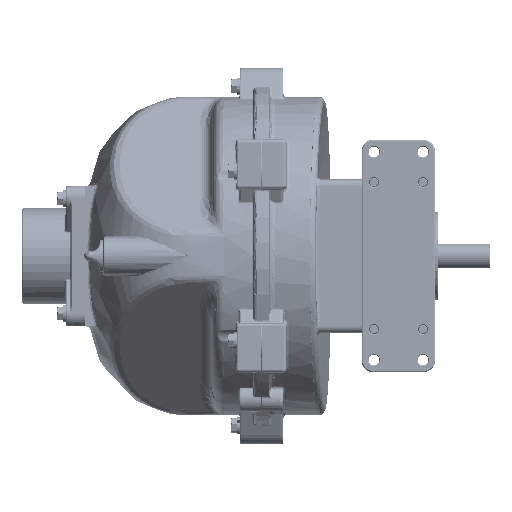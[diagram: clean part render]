
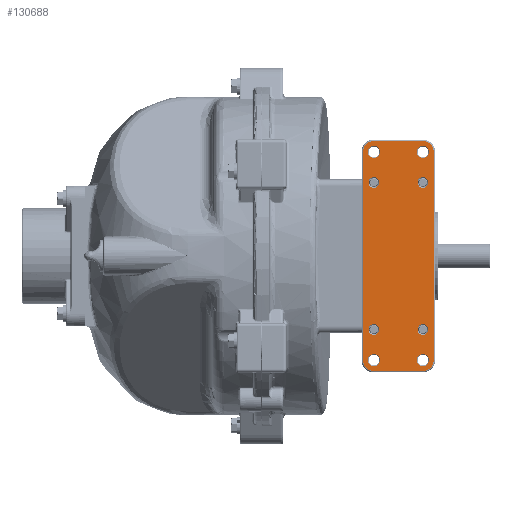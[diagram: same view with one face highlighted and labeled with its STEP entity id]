
A CAD part, front view. The second image highlights one B-rep face of the part: STEP entity #130688.
In plain terms, the highlighted face is planar.
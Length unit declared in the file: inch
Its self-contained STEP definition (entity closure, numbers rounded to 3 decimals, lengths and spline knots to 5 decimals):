
#130521=CARTESIAN_POINT('',(7.14719,-1.24839,0.438));
#130522=VERTEX_POINT('',#130521);
#130523=CARTESIAN_POINT('',(6.89819,-1.24839,0.438));
#130524=DIRECTION('',(0.0,0.0,1.0));
#130525=DIRECTION('',(-1.0,0.0,0.0));
#130526=AXIS2_PLACEMENT_3D('',#130523,#130524,#130525);
#130527=CIRCLE('',#130526,0.249);
#130528=EDGE_CURVE('',#130522,#130522,#130527,.T.);
#130533=CARTESIAN_POINT('',(2.64819,-0.24839,0.438));
#130534=DIRECTION('',(0.0,0.0,1.0));
#130535=DIRECTION('',(1.0,0.0,0.0));
#130536=AXIS2_PLACEMENT_3D('',#130533,#130534,#130535);
#130537=PLANE('',#130536);
#130538=CARTESIAN_POINT('',(-1.60181,1.19161,0.438));
#130539=VERTEX_POINT('',#130538);
#130540=CARTESIAN_POINT('',(6.89819,1.19161,0.438));
#130541=VERTEX_POINT('',#130540);
#130542=CARTESIAN_POINT('',(-1.60181,1.19161,0.438));
#130543=DIRECTION('',(1.0,0.0,0.0));
#130544=VECTOR('',#130543,8.5);
#130545=LINE('',#130542,#130544);
#130546=EDGE_CURVE('',#130539,#130541,#130545,.T.);
#130547=ORIENTED_EDGE('',*,*,#130546,.F.);
#130548=CARTESIAN_POINT('',(-2.04181,0.75161,0.438));
#130549=VERTEX_POINT('',#130548);
#130550=CARTESIAN_POINT('',(-1.60181,0.75161,0.438));
#130551=DIRECTION('',(0.0,0.0,-1.0));
#130552=DIRECTION('',(-0.707,0.707,0.0));
#130553=AXIS2_PLACEMENT_3D('',#130550,#130551,#130552);
#130554=CIRCLE('',#130553,0.44);
#130555=EDGE_CURVE('',#130549,#130539,#130554,.T.);
#130556=ORIENTED_EDGE('',*,*,#130555,.F.);
#130557=CARTESIAN_POINT('',(-2.04181,-1.24839,0.438));
#130558=VERTEX_POINT('',#130557);
#130559=CARTESIAN_POINT('',(-2.04181,-1.24839,0.438));
#130560=DIRECTION('',(0.0,1.0,0.0));
#130561=VECTOR('',#130560,2.0);
#130562=LINE('',#130559,#130561);
#130563=EDGE_CURVE('',#130558,#130549,#130562,.T.);
#130564=ORIENTED_EDGE('',*,*,#130563,.F.);
#130565=CARTESIAN_POINT('',(-1.60181,-1.68839,0.438));
#130566=VERTEX_POINT('',#130565);
#130567=CARTESIAN_POINT('',(-1.60181,-1.24839,0.438));
#130568=DIRECTION('',(0.0,0.0,-1.0));
#130569=DIRECTION('',(-0.707,-0.707,0.0));
#130570=AXIS2_PLACEMENT_3D('',#130567,#130568,#130569);
#130571=CIRCLE('',#130570,0.44);
#130572=EDGE_CURVE('',#130566,#130558,#130571,.T.);
#130573=ORIENTED_EDGE('',*,*,#130572,.F.);
#130574=CARTESIAN_POINT('',(6.89819,-1.68839,0.438));
#130575=VERTEX_POINT('',#130574);
#130576=CARTESIAN_POINT('',(6.89819,-1.68839,0.438));
#130577=DIRECTION('',(-1.0,0.0,0.0));
#130578=VECTOR('',#130577,8.5);
#130579=LINE('',#130576,#130578);
#130580=EDGE_CURVE('',#130575,#130566,#130579,.T.);
#130581=ORIENTED_EDGE('',*,*,#130580,.F.);
#130582=CARTESIAN_POINT('',(7.33819,-1.24839,0.438));
#130583=VERTEX_POINT('',#130582);
#130584=CARTESIAN_POINT('',(6.89819,-1.24839,0.438));
#130585=DIRECTION('',(0.0,0.0,-1.0));
#130586=DIRECTION('',(0.707,-0.707,0.0));
#130587=AXIS2_PLACEMENT_3D('',#130584,#130585,#130586);
#130588=CIRCLE('',#130587,0.44);
#130589=EDGE_CURVE('',#130583,#130575,#130588,.T.);
#130590=ORIENTED_EDGE('',*,*,#130589,.F.);
#130591=CARTESIAN_POINT('',(7.33819,0.75161,0.438));
#130592=VERTEX_POINT('',#130591);
#130593=CARTESIAN_POINT('',(7.33819,0.75161,0.438));
#130594=DIRECTION('',(0.0,-1.0,0.0));
#130595=VECTOR('',#130594,2.);
#130596=LINE('',#130593,#130595);
#130597=EDGE_CURVE('',#130592,#130583,#130596,.T.);
#130598=ORIENTED_EDGE('',*,*,#130597,.F.);
#130599=CARTESIAN_POINT('',(6.89819,0.75161,0.438));
#130600=DIRECTION('',(0.0,0.0,-1.0));
#130601=DIRECTION('',(0.707,0.707,0.0));
#130602=AXIS2_PLACEMENT_3D('',#130599,#130600,#130601);
#130603=CIRCLE('',#130602,0.44);
#130604=EDGE_CURVE('',#130541,#130592,#130603,.T.);
#130605=ORIENTED_EDGE('',*,*,#130604,.F.);
#130606=EDGE_LOOP('',(#130547,#130556,#130564,#130573,#130581,#130590,#130598,#130605));
#130607=FACE_OUTER_BOUND('',#130606,.T.);
#130608=CARTESIAN_POINT('',(7.14719,0.75161,0.438));
#130609=VERTEX_POINT('',#130608);
#130610=CARTESIAN_POINT('',(6.89819,0.75161,0.438));
#130611=DIRECTION('',(0.0,0.0,1.0));
#130612=DIRECTION('',(-1.0,0.0,0.0));
#130613=AXIS2_PLACEMENT_3D('',#130610,#130611,#130612);
#130614=CIRCLE('',#130613,0.249);
#130615=EDGE_CURVE('',#130609,#130609,#130614,.T.);
#130616=ORIENTED_EDGE('',*,*,#130615,.F.);
#130617=EDGE_LOOP('',(#130616));
#130618=FACE_BOUND('',#130617,.T.);
#130619=CARTESIAN_POINT('',(5.86569,0.75161,0.438));
#130620=VERTEX_POINT('',#130619);
#130621=CARTESIAN_POINT('',(5.64819,0.75161,0.438));
#130622=DIRECTION('',(0.0,0.0,1.0));
#130623=DIRECTION('',(-1.0,0.0,0.0));
#130624=AXIS2_PLACEMENT_3D('',#130621,#130622,#130623);
#130625=CIRCLE('',#130624,0.2175);
#130626=EDGE_CURVE('',#130620,#130620,#130625,.T.);
#130627=ORIENTED_EDGE('',*,*,#130626,.F.);
#130628=EDGE_LOOP('',(#130627));
#130629=FACE_BOUND('',#130628,.T.);
#130630=CARTESIAN_POINT('',(-1.35281,0.75161,0.438));
#130631=VERTEX_POINT('',#130630);
#130632=CARTESIAN_POINT('',(-1.60181,0.75161,0.438));
#130633=DIRECTION('',(0.0,0.0,1.0));
#130634=DIRECTION('',(-1.0,0.0,0.0));
#130635=AXIS2_PLACEMENT_3D('',#130632,#130633,#130634);
#130636=CIRCLE('',#130635,0.249);
#130637=EDGE_CURVE('',#130631,#130631,#130636,.T.);
#130638=ORIENTED_EDGE('',*,*,#130637,.F.);
#130639=EDGE_LOOP('',(#130638));
#130640=FACE_BOUND('',#130639,.T.);
#130641=CARTESIAN_POINT('',(-0.13431,0.75161,0.438));
#130642=VERTEX_POINT('',#130641);
#130643=CARTESIAN_POINT('',(-0.35181,0.75161,0.438));
#130644=DIRECTION('',(0.0,0.0,1.0));
#130645=DIRECTION('',(-1.0,0.0,0.0));
#130646=AXIS2_PLACEMENT_3D('',#130643,#130644,#130645);
#130647=CIRCLE('',#130646,0.2175);
#130648=EDGE_CURVE('',#130642,#130642,#130647,.T.);
#130649=ORIENTED_EDGE('',*,*,#130648,.F.);
#130650=EDGE_LOOP('',(#130649));
#130651=FACE_BOUND('',#130650,.T.);
#130652=CARTESIAN_POINT('',(-1.35281,-1.24839,0.438));
#130653=VERTEX_POINT('',#130652);
#130654=CARTESIAN_POINT('',(-1.60181,-1.24839,0.438));
#130655=DIRECTION('',(0.0,0.0,1.0));
#130656=DIRECTION('',(-1.0,0.0,0.0));
#130657=AXIS2_PLACEMENT_3D('',#130654,#130655,#130656);
#130658=CIRCLE('',#130657,0.249);
#130659=EDGE_CURVE('',#130653,#130653,#130658,.T.);
#130660=ORIENTED_EDGE('',*,*,#130659,.F.);
#130661=EDGE_LOOP('',(#130660));
#130662=FACE_BOUND('',#130661,.T.);
#130663=CARTESIAN_POINT('',(-0.13431,-1.24839,0.438));
#130664=VERTEX_POINT('',#130663);
#130665=CARTESIAN_POINT('',(-0.35181,-1.24839,0.438));
#130666=DIRECTION('',(0.0,0.0,1.0));
#130667=DIRECTION('',(-1.0,0.0,0.0));
#130668=AXIS2_PLACEMENT_3D('',#130665,#130666,#130667);
#130669=CIRCLE('',#130668,0.2175);
#130670=EDGE_CURVE('',#130664,#130664,#130669,.T.);
#130671=ORIENTED_EDGE('',*,*,#130670,.F.);
#130672=EDGE_LOOP('',(#130671));
#130673=FACE_BOUND('',#130672,.T.);
#130674=CARTESIAN_POINT('',(5.86569,-1.24839,0.438));
#130675=VERTEX_POINT('',#130674);
#130676=CARTESIAN_POINT('',(5.64819,-1.24839,0.438));
#130677=DIRECTION('',(0.0,0.0,1.0));
#130678=DIRECTION('',(-1.0,0.0,0.0));
#130679=AXIS2_PLACEMENT_3D('',#130676,#130677,#130678);
#130680=CIRCLE('',#130679,0.2175);
#130681=EDGE_CURVE('',#130675,#130675,#130680,.T.);
#130682=ORIENTED_EDGE('',*,*,#130681,.F.);
#130683=EDGE_LOOP('',(#130682));
#130684=FACE_BOUND('',#130683,.T.);
#130685=ORIENTED_EDGE('',*,*,#130528,.F.);
#130686=EDGE_LOOP('',(#130685));
#130687=FACE_BOUND('',#130686,.T.);
#130688=ADVANCED_FACE('',(#130607,#130618,#130629,#130640,#130651,#130662,#130673,#130684,#130687),#130537,.T.);
